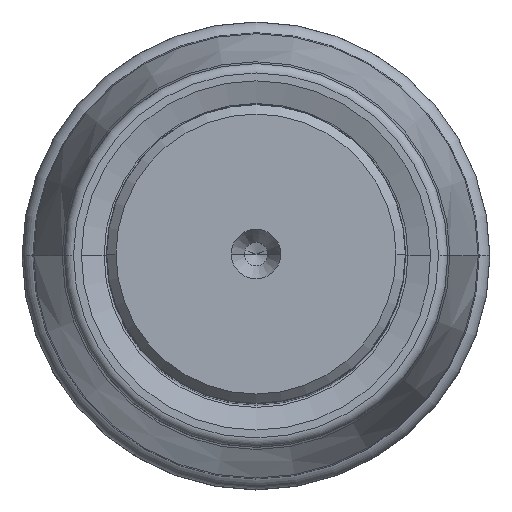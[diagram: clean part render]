
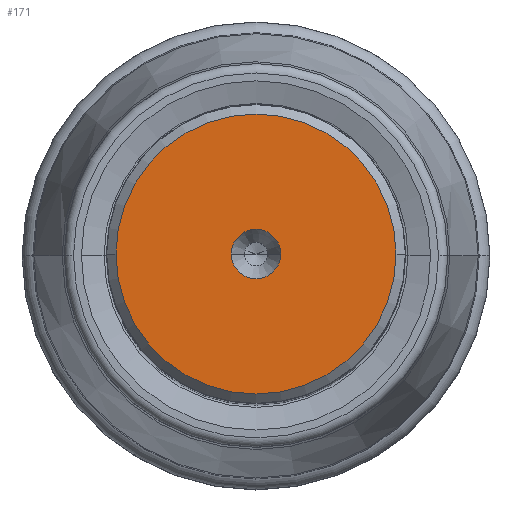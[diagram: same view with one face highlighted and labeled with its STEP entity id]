
A CAD part, top view. The second image highlights one B-rep face of the part: STEP entity #171.
In plain terms, the highlighted planar face has unit normal (0, 0, 1).
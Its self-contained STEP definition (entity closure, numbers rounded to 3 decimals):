
#64=PLANE('',#1709);
#75=FACE_BOUND('',#374,.T.);
#76=FACE_BOUND('',#375,.T.);
#171=ADVANCED_FACE('',(#75,#76),#64,.F.);
#374=EDGE_LOOP('',(#726,#727,#728,#729));
#375=EDGE_LOOP('',(#730,#731));
#726=ORIENTED_EDGE('',*,*,#1060,.T.);
#727=ORIENTED_EDGE('',*,*,#1064,.T.);
#728=ORIENTED_EDGE('',*,*,#1063,.T.);
#729=ORIENTED_EDGE('',*,*,#1061,.T.);
#730=ORIENTED_EDGE('',*,*,#1065,.T.);
#731=ORIENTED_EDGE('',*,*,#1066,.T.);
#876=VERTEX_POINT('',#2641);
#877=VERTEX_POINT('',#2643);
#878=VERTEX_POINT('',#2645);
#879=VERTEX_POINT('',#2649);
#880=VERTEX_POINT('',#2653);
#881=VERTEX_POINT('',#2654);
#1060=EDGE_CURVE('',#877,#876,#1212,.T.);
#1061=EDGE_CURVE('',#878,#877,#1213,.T.);
#1063=EDGE_CURVE('',#879,#878,#1214,.T.);
#1064=EDGE_CURVE('',#876,#879,#1215,.T.);
#1065=EDGE_CURVE('',#880,#881,#1216,.T.);
#1066=EDGE_CURVE('',#881,#880,#1217,.T.);
#1212=CIRCLE('',#1701,14.961);
#1213=CIRCLE('',#1702,14.961);
#1214=CIRCLE('',#1704,14.961);
#1215=CIRCLE('',#1705,14.961);
#1216=CIRCLE('',#1707,2.65);
#1217=CIRCLE('',#1708,2.65);
#1701=AXIS2_PLACEMENT_3D('',#2642,#2206,#2207);
#1702=AXIS2_PLACEMENT_3D('',#2644,#2208,#2209);
#1704=AXIS2_PLACEMENT_3D('',#2648,#2213,#2214);
#1705=AXIS2_PLACEMENT_3D('',#2650,#2215,#2216);
#1707=AXIS2_PLACEMENT_3D('',#2652,#2219,#2220);
#1708=AXIS2_PLACEMENT_3D('',#2655,#2221,#2222);
#1709=AXIS2_PLACEMENT_3D('',#2656,#2223,#2224);
#2206=DIRECTION('',(0.,0.,1.));
#2207=DIRECTION('',(0.,1.,0.));
#2208=DIRECTION('',(0.,0.,1.));
#2209=DIRECTION('',(1.,0.,0.));
#2213=DIRECTION('',(0.,0.,1.));
#2214=DIRECTION('',(0.,-1.,0.));
#2215=DIRECTION('',(0.,0.,1.));
#2216=DIRECTION('',(-1.,0.,0.));
#2219=DIRECTION('',(0.,0.,-1.));
#2220=DIRECTION('',(1.,0.,0.));
#2221=DIRECTION('',(0.,0.,-1.));
#2222=DIRECTION('',(-1.,0.,0.));
#2223=DIRECTION('',(0.,0.,-1.));
#2224=DIRECTION('',(1.,0.,0.));
#2641=CARTESIAN_POINT('',(-14.961,0.,0.));
#2642=CARTESIAN_POINT('',(0.,0.,0.));
#2643=CARTESIAN_POINT('',(0.,14.961,0.));
#2644=CARTESIAN_POINT('',(0.,0.,0.));
#2645=CARTESIAN_POINT('',(14.961,0.,0.));
#2648=CARTESIAN_POINT('',(0.,0.,0.));
#2649=CARTESIAN_POINT('',(0.,-14.961,0.));
#2650=CARTESIAN_POINT('',(0.,0.,0.));
#2652=CARTESIAN_POINT('',(0.,0.,0.));
#2653=CARTESIAN_POINT('',(2.65,0.,0.));
#2654=CARTESIAN_POINT('',(-2.65,0.,0.));
#2655=CARTESIAN_POINT('',(0.,0.,0.));
#2656=CARTESIAN_POINT('',(0.,0.,0.));
